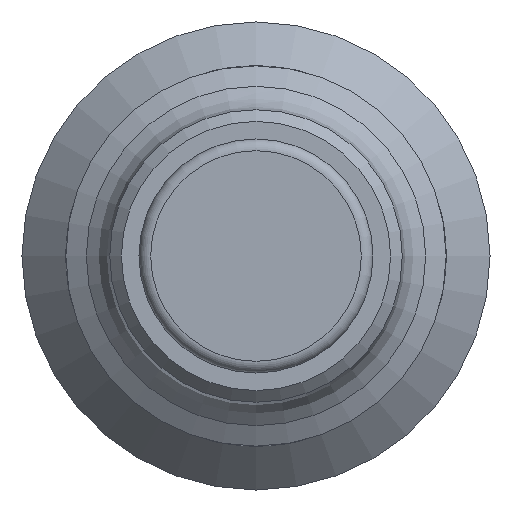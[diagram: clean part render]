
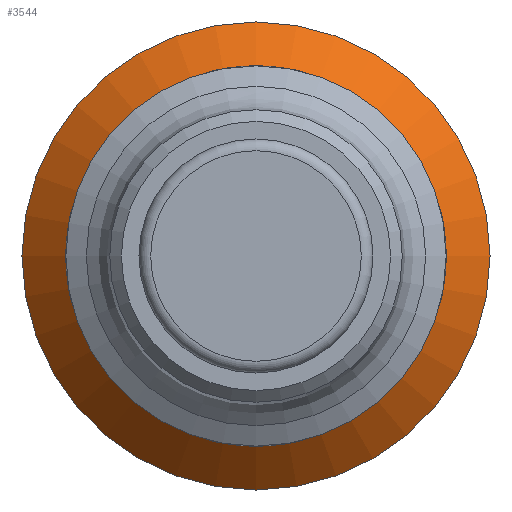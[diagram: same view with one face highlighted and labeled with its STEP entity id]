
A CAD part, left-side view. The second image highlights one B-rep face of the part: STEP entity #3544.
In plain terms, the highlighted conical face has half-angle 45 degrees and reference radius 3.25 mm.
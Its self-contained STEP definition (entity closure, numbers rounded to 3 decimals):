
#3544 = ADVANCED_FACE('',(#3545),#3558,.T.);
#3545 = FACE_BOUND('',#3546,.T.);
#3546 = EDGE_LOOP('',(#3547,#3568,#3590,#3606,#3620));
#3547 = ORIENTED_EDGE('',*,*,#3548,.F.);
#3548 = EDGE_CURVE('',#3549,#3549,#3551,.T.);
#3549 = VERTEX_POINT('',#3550);
#3550 = CARTESIAN_POINT('',(32.75,0.,-4.));
#3551 = SURFACE_CURVE('',#3552,(#3557),.PCURVE_S1.);
#3552 = CIRCLE('',#3553,4.);
#3553 = AXIS2_PLACEMENT_3D('',#3554,#3555,#3556);
#3554 = CARTESIAN_POINT('',(32.75,0.,0.));
#3555 = DIRECTION('',(1.,-0.,0.));
#3556 = DIRECTION('',(0.,0.,-1.));
#3557 = PCURVE('',#3558,#3563);
#3558 = CONICAL_SURFACE('',#3559,3.25,0.785);
#3559 = AXIS2_PLACEMENT_3D('',#3560,#3561,#3562);
#3560 = CARTESIAN_POINT('',(32.,0.,0.));
#3561 = DIRECTION('',(1.,0.,0.));
#3562 = DIRECTION('',(0.,0.,-1.));
#3563 = DEFINITIONAL_REPRESENTATION('',(#3564),#3567);
#3564 = B_SPLINE_CURVE_WITH_KNOTS('',1,(#3565,#3566),.UNSPECIFIED.,.F.,
  .F.,(2,2),(0.,6.283),.PIECEWISE_BEZIER_KNOTS.);
#3565 = CARTESIAN_POINT('',(0.,0.75));
#3566 = CARTESIAN_POINT('',(6.283,0.75));
#3567 = ( GEOMETRIC_REPRESENTATION_CONTEXT(2) 
PARAMETRIC_REPRESENTATION_CONTEXT() REPRESENTATION_CONTEXT('2D SPACE',''
  ) );
#3568 = ORIENTED_EDGE('',*,*,#3569,.F.);
#3569 = EDGE_CURVE('',#3570,#3549,#3572,.T.);
#3570 = VERTEX_POINT('',#3571);
#3571 = CARTESIAN_POINT('',(32.,0.,-3.25));
#3572 = SEAM_CURVE('',#3573,(#3576,#3583),.PCURVE_S1.);
#3573 = B_SPLINE_CURVE_WITH_KNOTS('',1,(#3574,#3575),.UNSPECIFIED.,.F.,
  .F.,(2,2),(0.,1.061),.PIECEWISE_BEZIER_KNOTS.);
#3574 = CARTESIAN_POINT('',(32.,0.,-3.25));
#3575 = CARTESIAN_POINT('',(32.75,0.,-4.));
#3576 = PCURVE('',#3558,#3577);
#3577 = DEFINITIONAL_REPRESENTATION('',(#3578),#3582);
#3578 = LINE('',#3579,#3580);
#3579 = CARTESIAN_POINT('',(0.,0.));
#3580 = VECTOR('',#3581,1.);
#3581 = DIRECTION('',(0.,1.));
#3582 = ( GEOMETRIC_REPRESENTATION_CONTEXT(2) 
PARAMETRIC_REPRESENTATION_CONTEXT() REPRESENTATION_CONTEXT('2D SPACE',''
  ) );
#3583 = PCURVE('',#3558,#3584);
#3584 = DEFINITIONAL_REPRESENTATION('',(#3585),#3589);
#3585 = LINE('',#3586,#3587);
#3586 = CARTESIAN_POINT('',(6.283,0.));
#3587 = VECTOR('',#3588,1.);
#3588 = DIRECTION('',(0.,1.));
#3589 = ( GEOMETRIC_REPRESENTATION_CONTEXT(2) 
PARAMETRIC_REPRESENTATION_CONTEXT() REPRESENTATION_CONTEXT('2D SPACE',''
  ) );
#3590 = ORIENTED_EDGE('',*,*,#3591,.F.);
#3591 = EDGE_CURVE('',#3592,#3570,#3594,.T.);
#3592 = VERTEX_POINT('',#3593);
#3593 = CARTESIAN_POINT('',(32.,0.,3.25));
#3594 = SURFACE_CURVE('',#3595,(#3600),.PCURVE_S1.);
#3595 = CIRCLE('',#3596,3.25);
#3596 = AXIS2_PLACEMENT_3D('',#3597,#3598,#3599);
#3597 = CARTESIAN_POINT('',(32.,0.,0.));
#3598 = DIRECTION('',(-1.,0.,0.));
#3599 = DIRECTION('',(0.,0.,1.));
#3600 = PCURVE('',#3558,#3601);
#3601 = DEFINITIONAL_REPRESENTATION('',(#3602),#3605);
#3602 = B_SPLINE_CURVE_WITH_KNOTS('',1,(#3603,#3604),.UNSPECIFIED.,.F.,
  .F.,(2,2),(0.,6.283),.PIECEWISE_BEZIER_KNOTS.);
#3603 = CARTESIAN_POINT('',(3.142,0.));
#3604 = CARTESIAN_POINT('',(-3.142,0.));
#3605 = ( GEOMETRIC_REPRESENTATION_CONTEXT(2) 
PARAMETRIC_REPRESENTATION_CONTEXT() REPRESENTATION_CONTEXT('2D SPACE',''
  ) );
#3606 = ORIENTED_EDGE('',*,*,#3607,.F.);
#3607 = EDGE_CURVE('',#3570,#3592,#3608,.T.);
#3608 = SURFACE_CURVE('',#3609,(#3614),.PCURVE_S1.);
#3609 = CIRCLE('',#3610,3.25);
#3610 = AXIS2_PLACEMENT_3D('',#3611,#3612,#3613);
#3611 = CARTESIAN_POINT('',(32.,0.,0.));
#3612 = DIRECTION('',(-1.,0.,0.));
#3613 = DIRECTION('',(0.,0.,1.));
#3614 = PCURVE('',#3558,#3615);
#3615 = DEFINITIONAL_REPRESENTATION('',(#3616),#3619);
#3616 = B_SPLINE_CURVE_WITH_KNOTS('',1,(#3617,#3618),.UNSPECIFIED.,.F.,
  .F.,(2,2),(0.,6.283),.PIECEWISE_BEZIER_KNOTS.);
#3617 = CARTESIAN_POINT('',(9.425,0.));
#3618 = CARTESIAN_POINT('',(3.142,0.));
#3619 = ( GEOMETRIC_REPRESENTATION_CONTEXT(2) 
PARAMETRIC_REPRESENTATION_CONTEXT() REPRESENTATION_CONTEXT('2D SPACE',''
  ) );
#3620 = ORIENTED_EDGE('',*,*,#3569,.T.);
